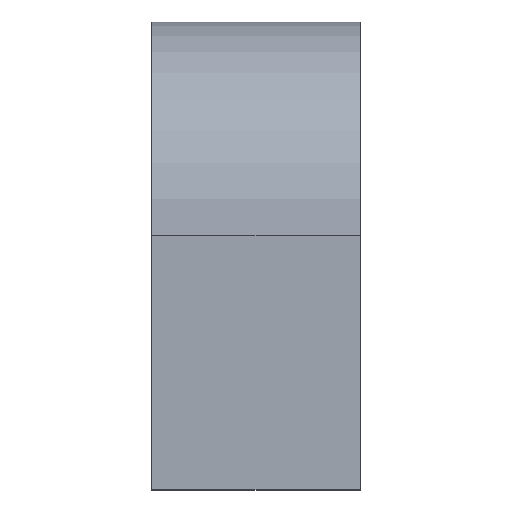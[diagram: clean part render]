
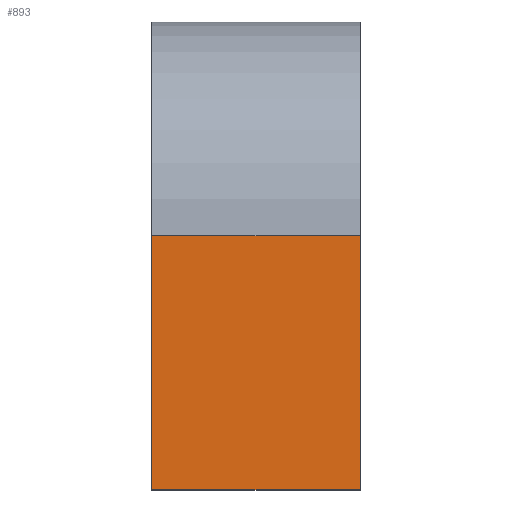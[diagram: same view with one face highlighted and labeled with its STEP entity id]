
A CAD part, top view. The second image highlights one B-rep face of the part: STEP entity #893.
In plain terms, the highlighted planar face has unit normal (0, -0.003, 1).
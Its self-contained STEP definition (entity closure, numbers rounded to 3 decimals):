
#73=FACE_OUTER_BOUND('',#124,.T.);
#124=EDGE_LOOP('',(#771,#772,#773,#774));
#213=LINE('',#1390,#315);
#247=LINE('',#1463,#349);
#248=LINE('',#1465,#350);
#249=LINE('',#1466,#351);
#315=VECTOR('',#1121,10.);
#349=VECTOR('',#1187,10.);
#350=VECTOR('',#1188,10.);
#351=VECTOR('',#1189,10.);
#412=VERTEX_POINT('',#1387);
#413=VERTEX_POINT('',#1389);
#436=VERTEX_POINT('',#1462);
#437=VERTEX_POINT('',#1464);
#520=EDGE_CURVE('',#412,#413,#213,.T.);
#557=EDGE_CURVE('',#412,#436,#247,.T.);
#558=EDGE_CURVE('',#436,#437,#248,.T.);
#559=EDGE_CURVE('',#413,#437,#249,.T.);
#771=ORIENTED_EDGE('',*,*,#557,.T.);
#772=ORIENTED_EDGE('',*,*,#558,.T.);
#773=ORIENTED_EDGE('',*,*,#559,.F.);
#774=ORIENTED_EDGE('',*,*,#520,.F.);
#851=PLANE('',#969);
#893=ADVANCED_FACE('',(#73),#851,.T.);
#969=AXIS2_PLACEMENT_3D('',#1461,#1185,#1186);
#1121=DIRECTION('',(0.,-1.,-0.003));
#1185=DIRECTION('center_axis',(0.,-0.003,
1.));
#1186=DIRECTION('ref_axis',(-1.,0.,0.));
#1187=DIRECTION('',(-1.,0.,0.));
#1188=DIRECTION('',(0.,-1.,-0.003));
#1189=DIRECTION('',(-1.,0.,0.));
#1387=CARTESIAN_POINT('',(26.489,35.158,315.826));
#1389=CARTESIAN_POINT('',(26.489,-25.842,315.626));
#1390=CARTESIAN_POINT('',(26.489,35.158,315.826));
#1461=CARTESIAN_POINT('Origin',(26.489,35.158,315.826));
#1462=CARTESIAN_POINT('',(-23.511,35.158,315.826));
#1463=CARTESIAN_POINT('',(26.489,35.158,315.826));
#1464=CARTESIAN_POINT('',(-23.511,-25.842,315.626));
#1465=CARTESIAN_POINT('',(-23.511,35.158,315.826));
#1466=CARTESIAN_POINT('',(26.489,-25.842,315.626));
